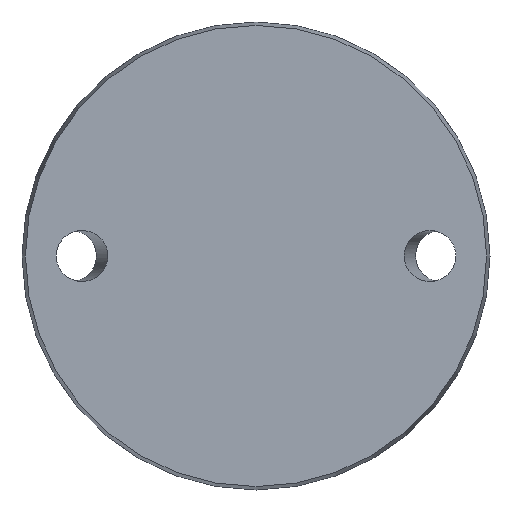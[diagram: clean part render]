
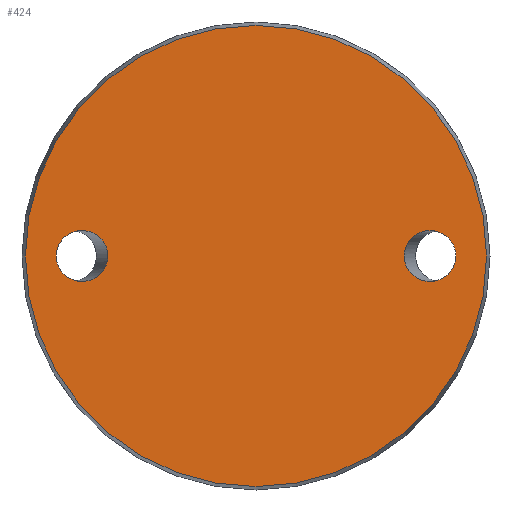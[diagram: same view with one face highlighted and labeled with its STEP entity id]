
A CAD part, front view. The second image highlights one B-rep face of the part: STEP entity #424.
In plain terms, the highlighted planar face has unit normal (0, -1, 0).
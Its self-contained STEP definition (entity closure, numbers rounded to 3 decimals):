
#7 = ORIENTED_EDGE ( 'NONE', *, *, #380, .T. ) ;
#10 = CARTESIAN_POINT ( 'NONE',  ( -24.691, 0., 8.5 ) ) ;
#17 = CARTESIAN_POINT ( 'NONE',  ( 33.309, 0., 8.5 ) ) ;
#60 = EDGE_LOOP ( 'NONE', ( #611 ) ) ;
#62 = CARTESIAN_POINT ( 'NONE',  ( -33.309, 0., -8.5 ) ) ;
#82 = CARTESIAN_POINT ( 'NONE',  ( 33.309, 0., 0. ) ) ;
#101 = FACE_BOUND ( 'NONE', #571, .T. ) ;
#191 = CARTESIAN_POINT ( 'NONE',  ( -33.309, 0., 0. ) ) ;
#239 = CIRCLE ( 'NONE', #697, 38.425 ) ;
#244 = EDGE_LOOP ( 'NONE', ( #657 ) ) ;
#283 =( BOUNDED_CURVE ( )  B_SPLINE_CURVE ( 3, ( #82, #601, #311, #658, #662, #17, #431 ),
 .UNSPECIFIED., .T., .T. ) 
 B_SPLINE_CURVE_WITH_KNOTS ( ( 4, 3, 4 ),
 ( 0., 3.142, 6.283 ),
 .UNSPECIFIED. ) 
 CURVE ( )  GEOMETRIC_REPRESENTATION_ITEM ( )  RATIONAL_B_SPLINE_CURVE ( ( 1., 0.333, 0.333, 1., 0.333, 0.333, 1. ) ) 
 REPRESENTATION_ITEM ( '' )  );
#299 = CARTESIAN_POINT ( 'NONE',  ( -33.309, 0., 8.5 ) ) ;
#311 = CARTESIAN_POINT ( 'NONE',  ( 24.691, 0., -8.5 ) ) ;
#313 = DIRECTION ( 'NONE',  ( 0., -1., 0. ) ) ;
#322 = EDGE_CURVE ( 'NONE', #496, #496, #283, .T. ) ;
#347 = PLANE ( 'NONE',  #631 ) ;
#359 =( BOUNDED_CURVE ( )  B_SPLINE_CURVE ( 3, ( #191, #299, #10, #646, #490, #62, #475 ),
 .UNSPECIFIED., .T., .F. ) 
 B_SPLINE_CURVE_WITH_KNOTS ( ( 4, 3, 4 ),
 ( 0., 3.142, 6.283 ),
 .UNSPECIFIED. ) 
 CURVE ( )  GEOMETRIC_REPRESENTATION_ITEM ( )  RATIONAL_B_SPLINE_CURVE ( ( 1., 0.333, 0.333, 1., 0.333, 0.333, 1. ) ) 
 REPRESENTATION_ITEM ( '' )  );
#380 = EDGE_CURVE ( 'NONE', #736, #736, #359, .T. ) ;
#394 = VERTEX_POINT ( 'NONE', #447 ) ;
#397 = EDGE_CURVE ( 'NONE', #394, #394, #239, .T. ) ;
#424 = ADVANCED_FACE ( 'NONE', ( #101, #637, #448 ), #347, .F. ) ;
#427 = DIRECTION ( 'NONE',  ( 0., 0., -1. ) ) ;
#431 = CARTESIAN_POINT ( 'NONE',  ( 33.309, 0., 0. ) ) ;
#447 = CARTESIAN_POINT ( 'NONE',  ( 0., 0., -38.425 ) ) ;
#448 = FACE_OUTER_BOUND ( 'NONE', #60, .T. ) ;
#475 = CARTESIAN_POINT ( 'NONE',  ( -33.309, 0., 0. ) ) ;
#490 = CARTESIAN_POINT ( 'NONE',  ( -24.691, 0., -8.5 ) ) ;
#496 = VERTEX_POINT ( 'NONE', #506 ) ;
#506 = CARTESIAN_POINT ( 'NONE',  ( 33.309, 0., 0. ) ) ;
#571 = EDGE_LOOP ( 'NONE', ( #7 ) ) ;
#601 = CARTESIAN_POINT ( 'NONE',  ( 33.309, 0., -8.5 ) ) ;
#604 = CARTESIAN_POINT ( 'NONE',  ( 0., 0., 0. ) ) ;
#611 = ORIENTED_EDGE ( 'NONE', *, *, #397, .T. ) ;
#617 = CARTESIAN_POINT ( 'NONE',  ( -33.309, 0., 0. ) ) ;
#625 = DIRECTION ( 'NONE',  ( 0., 1., 0. ) ) ;
#631 = AXIS2_PLACEMENT_3D ( 'NONE', #733, #625, #674 ) ;
#637 = FACE_BOUND ( 'NONE', #244, .T. ) ;
#646 = CARTESIAN_POINT ( 'NONE',  ( -24.691, 0., 0. ) ) ;
#657 = ORIENTED_EDGE ( 'NONE', *, *, #322, .T. ) ;
#658 = CARTESIAN_POINT ( 'NONE',  ( 24.691, 0., 0. ) ) ;
#662 = CARTESIAN_POINT ( 'NONE',  ( 24.691, 0., 8.5 ) ) ;
#674 = DIRECTION ( 'NONE',  ( 0., 0., 1. ) ) ;
#697 = AXIS2_PLACEMENT_3D ( 'NONE', #604, #313, #427 ) ;
#733 = CARTESIAN_POINT ( 'NONE',  ( -38.425, 0., 0. ) ) ;
#736 = VERTEX_POINT ( 'NONE', #617 ) ;
